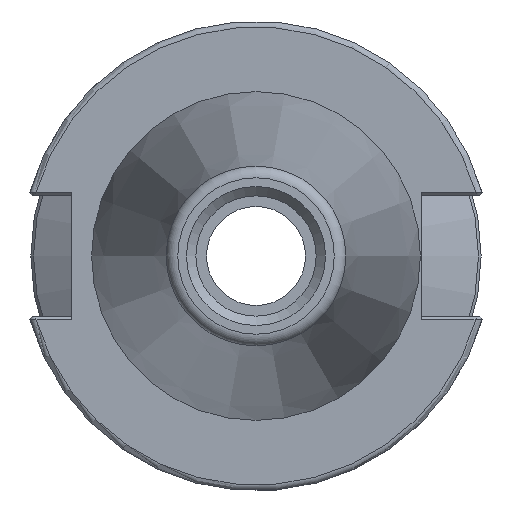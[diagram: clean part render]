
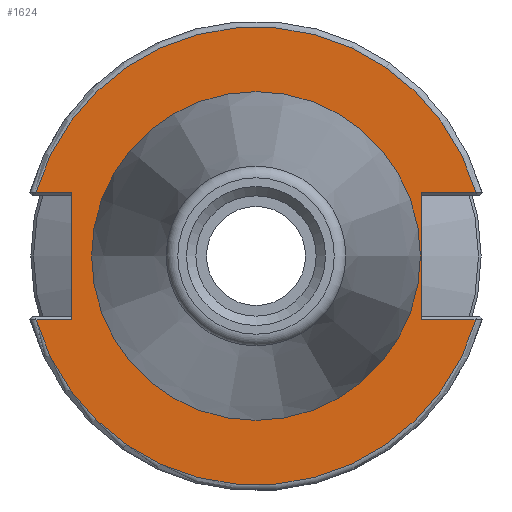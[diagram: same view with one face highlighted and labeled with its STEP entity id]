
A CAD part, left-side view. The second image highlights one B-rep face of the part: STEP entity #1624.
In plain terms, the highlighted planar face has unit normal (-1, 0, 0).
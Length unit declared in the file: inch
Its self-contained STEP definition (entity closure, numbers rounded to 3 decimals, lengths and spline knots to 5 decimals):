
#117=FACE_BOUND('',#271,.T.);
#125=PLANE('',#1769);
#174=FACE_OUTER_BOUND('',#270,.T.);
#270=EDGE_LOOP('',(#1128,#1129,#1130,#1131,#1132,#1133,#1134,#1135));
#271=EDGE_LOOP('',(#1136));
#373=LINE('',#2363,#500);
#374=LINE('',#2365,#501);
#375=LINE('',#2369,#502);
#376=LINE('',#2371,#503);
#377=LINE('',#2373,#504);
#378=LINE('',#2376,#505);
#500=VECTOR('',#1978,0.12159);
#501=VECTOR('',#1979,0.29091);
#502=VECTOR('',#1982,0.19091);
#503=VECTOR('',#1983,0.67625);
#504=VECTOR('',#1984,0.19091);
#505=VECTOR('',#1987,0.29091);
#629=CIRCLE('',#1768,0.86);
#630=CIRCLE('',#1770,1.21875);
#631=CIRCLE('',#1771,1.21875);
#689=VERTEX_POINT('',#2357);
#690=VERTEX_POINT('',#2361);
#691=VERTEX_POINT('',#2362);
#692=VERTEX_POINT('',#2364);
#693=VERTEX_POINT('',#2366);
#694=VERTEX_POINT('',#2368);
#695=VERTEX_POINT('',#2370);
#696=VERTEX_POINT('',#2372);
#697=VERTEX_POINT('',#2374);
#855=EDGE_CURVE('',#689,#689,#629,.T.);
#856=EDGE_CURVE('',#690,#691,#373,.T.);
#857=EDGE_CURVE('',#691,#692,#374,.T.);
#858=EDGE_CURVE('',#693,#692,#630,.T.);
#859=EDGE_CURVE('',#694,#693,#375,.T.);
#860=EDGE_CURVE('',#695,#694,#376,.T.);
#861=EDGE_CURVE('',#696,#695,#377,.T.);
#862=EDGE_CURVE('',#697,#696,#631,.T.);
#863=EDGE_CURVE('',#697,#690,#378,.T.);
#1128=ORIENTED_EDGE('',*,*,#856,.T.);
#1129=ORIENTED_EDGE('',*,*,#857,.T.);
#1130=ORIENTED_EDGE('',*,*,#858,.F.);
#1131=ORIENTED_EDGE('',*,*,#859,.F.);
#1132=ORIENTED_EDGE('',*,*,#860,.F.);
#1133=ORIENTED_EDGE('',*,*,#861,.F.);
#1134=ORIENTED_EDGE('',*,*,#862,.F.);
#1135=ORIENTED_EDGE('',*,*,#863,.T.);
#1136=ORIENTED_EDGE('',*,*,#855,.F.);
#1624=ADVANCED_FACE('',(#174,#117),#125,.T.);
#1768=AXIS2_PLACEMENT_3D('',#2359,#1974,#1975);
#1769=AXIS2_PLACEMENT_3D('',#2360,#1976,#1977);
#1770=AXIS2_PLACEMENT_3D('',#2367,#1980,#1981);
#1771=AXIS2_PLACEMENT_3D('',#2375,#1985,#1986);
#1974=DIRECTION('center_axis',(-1.,0.,0.));
#1975=DIRECTION('ref_axis',(0.,0.,1.));
#1976=DIRECTION('center_axis',(-1.,0.,0.));
#1977=DIRECTION('ref_axis',(0.,0.,1.));
#1978=DIRECTION('',(0.,0.,1.));
#1979=DIRECTION('',(0.,-1.,0.));
#1980=DIRECTION('center_axis',(1.,0.,0.));
#1981=DIRECTION('ref_axis',(0.,0.,1.));
#1982=DIRECTION('',(0.,1.,0.));
#1983=DIRECTION('',(0.,0.,1.));
#1984=DIRECTION('',(0.,-1.,0.));
#1985=DIRECTION('center_axis',(1.,0.,0.));
#1986=DIRECTION('ref_axis',(0.,0.,-1.));
#1987=DIRECTION('',(0.,1.,0.));
#2357=CARTESIAN_POINT('',(0.125,0.,-0.86));
#2359=CARTESIAN_POINT('Origin',(0.125,0.,0.));
#2360=CARTESIAN_POINT('Origin',(0.125,-0.875,0.));
#2361=CARTESIAN_POINT('',(0.125,-0.88,-0.33813));
#2362=CARTESIAN_POINT('',(0.125,-0.88,0.33813));
#2363=CARTESIAN_POINT('',(0.125,-0.88,0.));
#2364=CARTESIAN_POINT('',(0.125,-1.17091,0.33813));
#2365=CARTESIAN_POINT('',(0.125,-0.9025,0.33813));
#2366=CARTESIAN_POINT('',(0.125,1.17091,0.33813));
#2367=CARTESIAN_POINT('Origin',(0.125,0.,0.));
#2368=CARTESIAN_POINT('',(0.125,0.98,0.33813));
#2369=CARTESIAN_POINT('',(0.125,0.0275,0.33813));
#2370=CARTESIAN_POINT('',(0.125,0.98,-0.33813));
#2371=CARTESIAN_POINT('',(0.125,0.98,-0.33813));
#2372=CARTESIAN_POINT('',(0.125,1.17091,-0.33813));
#2373=CARTESIAN_POINT('',(0.125,0.2775,-0.33813));
#2374=CARTESIAN_POINT('',(0.125,-1.17091,-0.33813));
#2375=CARTESIAN_POINT('Origin',(0.125,0.,0.));
#2376=CARTESIAN_POINT('',(0.125,-0.9025,-0.33813));
